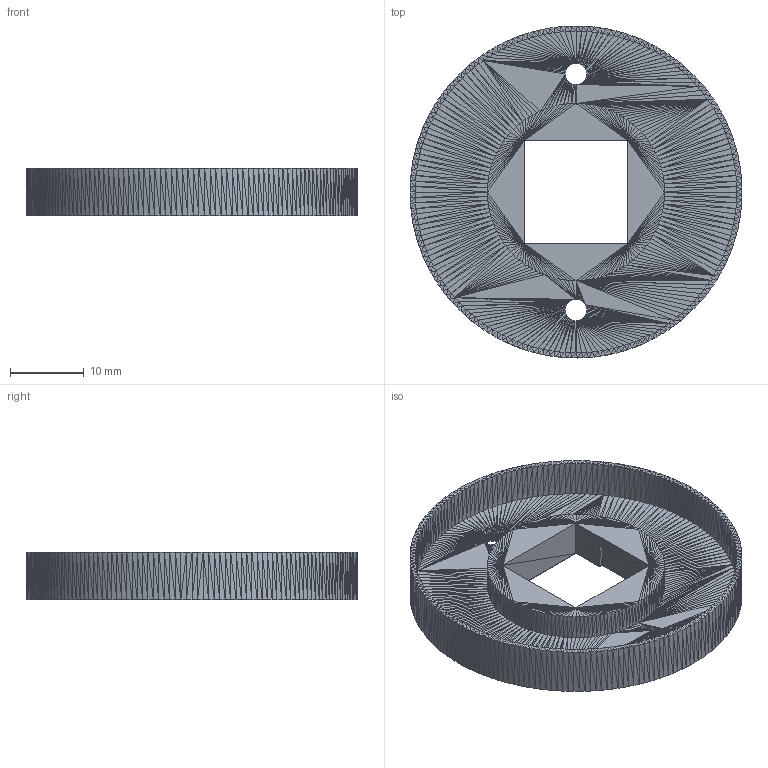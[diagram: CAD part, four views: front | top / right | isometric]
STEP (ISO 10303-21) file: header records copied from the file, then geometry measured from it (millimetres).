
FILE_DESCRIPTION (( 'STEP AP214' ), '1' );
FILE_NAME ('bob_middle.STEP', '2025-09-29T01:50:28', ( '' ), ( '' ), 'SwSTEP 2.0', 'SolidWorks 2025', '' );
FILE_SCHEMA (( 'AUTOMOTIVE_DESIGN' ));
Length unit declared in the file: millimetre
Products named in the file (1): bob_middle
Bounding box: 45 x 45 x 6.5 mm (x, y, z)
Volume: 3437.8 mm3; surface area: 4943.8 mm2
Topology: 1 solids, 1 shells, 2479 faces, 3719 edges, 1236 vertices
Faces by surface type: plane 2479
Entity records: 48370 total; most frequent: DIRECTION 8677, CARTESIAN_POINT 7441, ORIENTED_EDGE 7438, EDGE_CURVE 3719, VECTOR 3717, LINE 3717, AXIS2_PLACEMENT_3D 2480, EDGE_LOOP 2479
